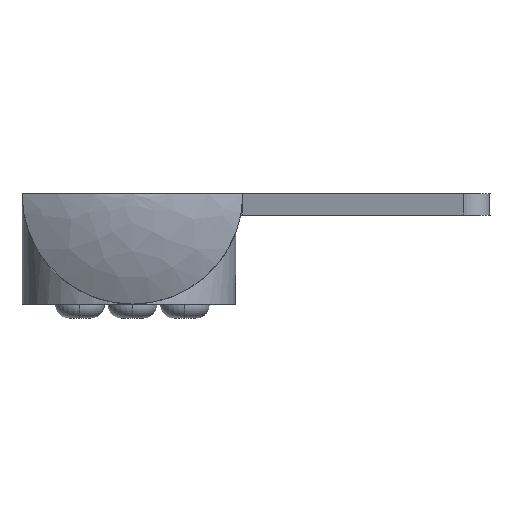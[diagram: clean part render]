
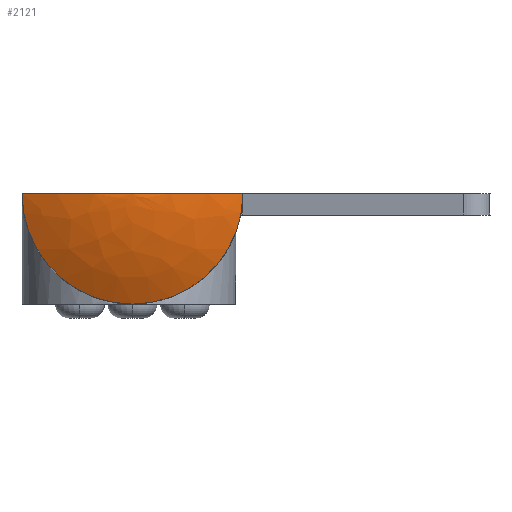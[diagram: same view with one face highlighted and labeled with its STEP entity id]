
A CAD part, left-side view. The second image highlights one B-rep face of the part: STEP entity #2121.
In plain terms, the highlighted free-form (B-spline) face has degree [2, 3] with [3, 4] control points.
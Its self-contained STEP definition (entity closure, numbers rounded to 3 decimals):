
#191 = ORIENTED_EDGE ( 'NONE', *, *, #247, .F. ) ;
#247 = EDGE_CURVE ( 'NONE', #2112, #1917, #371, .T. ) ;
#269 = CIRCLE ( 'NONE', #2072, 25.833 ) ;
#371 = B_SPLINE_CURVE_WITH_KNOTS ( 'NONE', 2,
 ( #1145, #4116, #396 ),
 .UNSPECIFIED., .F., .F.,
 ( 3, 3 ),
 ( 0., 1. ),
 .UNSPECIFIED. ) ;
#396 = CARTESIAN_POINT ( 'NONE',  ( -47.358, -0.233, 40.259 ) ) ;
#687 = CARTESIAN_POINT ( 'NONE',  ( -47.096, 13.553, 12.688 ) ) ;
#818 = ORIENTED_EDGE ( 'NONE', *, *, #1286, .T. ) ;
#1102 = DIRECTION ( 'NONE',  ( -1., 0., 0. ) ) ;
#1145 = CARTESIAN_POINT ( 'NONE',  ( -40.691, 25.601, 40.259 ) ) ;
#1286 = EDGE_CURVE ( 'NONE', #2005, #1917, #2580, .T. ) ;
#1413 = CARTESIAN_POINT ( 'NONE',  ( -40.691, 25.601, 40.259 ) ) ;
#1465 = FACE_OUTER_BOUND ( 'NONE', #4637, .T. ) ;
#1511 = CARTESIAN_POINT ( 'NONE',  ( -47.358, -0.233, 40.259 ) ) ;
#1785 = CARTESIAN_POINT ( 'NONE',  ( -47.096, -14.018, 40.259 ) ) ;
#1807 = CARTESIAN_POINT ( 'NONE',  ( -40.691, -26.066, 40.259 ) ) ;
#1886 = DIRECTION ( 'NONE',  ( 0., 0., 1. ) ) ;
#1917 = VERTEX_POINT ( 'NONE', #1931 ) ;
#1931 = CARTESIAN_POINT ( 'NONE',  ( -47.358, -0.233, 40.259 ) ) ;
#2005 = VERTEX_POINT ( 'NONE', #4710 ) ;
#2072 = AXIS2_PLACEMENT_3D ( 'NONE', #4519, #1102, #1886 ) ;
#2112 = VERTEX_POINT ( 'NONE', #4086 ) ;
#2121 = ADVANCED_FACE ( 'NONE', ( #1465 ), #4674, .T. ) ;
#2251 = CARTESIAN_POINT ( 'NONE',  ( -40.691, -26.066, -11.408 ) ) ;
#2494 = ORIENTED_EDGE ( 'NONE', *, *, #3283, .T. ) ;
#2580 = B_SPLINE_CURVE_WITH_KNOTS ( 'NONE', 2,
 ( #3503, #3529, #4565 ),
 .UNSPECIFIED., .F., .F.,
 ( 3, 3 ),
 ( 0., 1. ),
 .UNSPECIFIED. ) ;
#3280 = CARTESIAN_POINT ( 'NONE',  ( -47.358, -0.233, 40.259 ) ) ;
#3283 = EDGE_CURVE ( 'NONE', #2112, #2005, #269, .T. ) ;
#3330 = CARTESIAN_POINT ( 'NONE',  ( -47.358, -0.233, 40.259 ) ) ;
#3373 = CARTESIAN_POINT ( 'NONE',  ( -47.096, 13.553, 40.259 ) ) ;
#3503 = CARTESIAN_POINT ( 'NONE',  ( -40.691, -26.066, 40.259 ) ) ;
#3529 = CARTESIAN_POINT ( 'NONE',  ( -47.096, -14.018, 40.259 ) ) ;
#3692 = CARTESIAN_POINT ( 'NONE',  ( -47.096, -14.018, 12.688 ) ) ;
#4018 = CARTESIAN_POINT ( 'NONE',  ( -40.691, 25.601, -11.408 ) ) ;
#4086 = CARTESIAN_POINT ( 'NONE',  ( -40.691, 25.601, 40.259 ) ) ;
#4116 = CARTESIAN_POINT ( 'NONE',  ( -47.096, 13.553, 40.259 ) ) ;
#4519 = CARTESIAN_POINT ( 'NONE',  ( -40.691, -0.233, 40.259 ) ) ;
#4565 = CARTESIAN_POINT ( 'NONE',  ( -47.358, -0.233, 40.259 ) ) ;
#4637 = EDGE_LOOP ( 'NONE', ( #2494, #818, #191 ) ) ;
#4674 =( BOUNDED_SURFACE ( )  B_SPLINE_SURFACE ( 2, 3, ( 
 ( #1807, #2251, #4018, #1413 ),
 ( #1785, #3692, #687, #3373 ),
 ( #1511, #3280, #3330, #4778 ) ),
 .UNSPECIFIED., .F., .F., .F. ) 
 B_SPLINE_SURFACE_WITH_KNOTS ( ( 3, 3 ),
 ( 4, 4 ),
 ( 0., 1. ),
 ( 0., 1. ),
 .UNSPECIFIED. ) 
 GEOMETRIC_REPRESENTATION_ITEM ( )  RATIONAL_B_SPLINE_SURFACE ( (
 ( 1., 0.333, 0.333, 1.),
 ( 1., 0.333, 0.333, 1.),
 ( 1., 0.333, 0.333, 1.) ) ) 
 REPRESENTATION_ITEM ( '' )  SURFACE ( )  );
#4710 = CARTESIAN_POINT ( 'NONE',  ( -40.691, -26.066, 40.259 ) ) ;
#4778 = CARTESIAN_POINT ( 'NONE',  ( -47.358, -0.233, 40.259 ) ) ;
